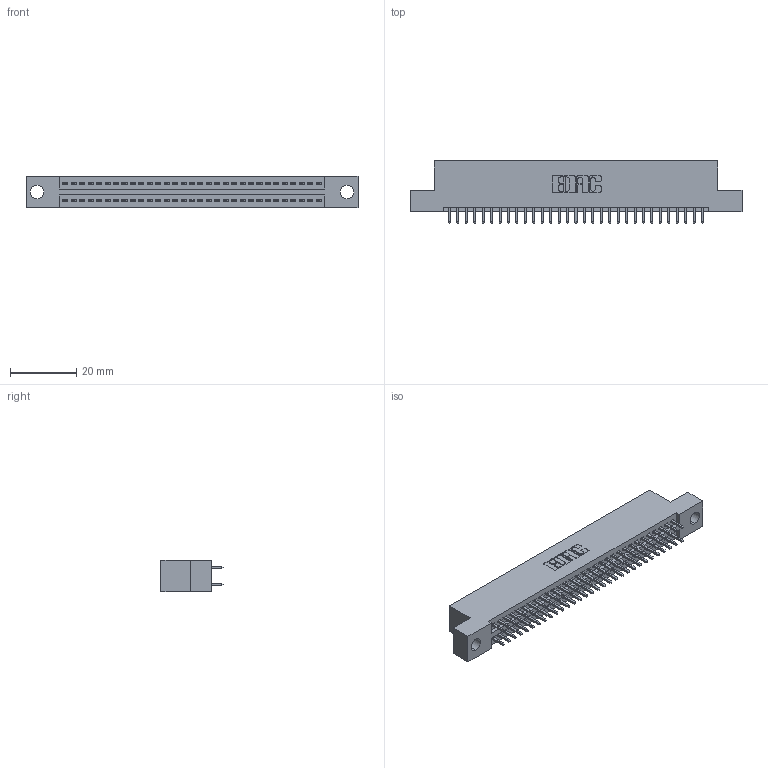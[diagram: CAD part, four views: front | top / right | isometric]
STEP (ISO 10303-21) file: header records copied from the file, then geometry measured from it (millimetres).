
FILE_DESCRIPTION (( 'STEP AP203' ), '1' );
FILE_NAME ('395-062-521-204.STEP', '2021-06-17T02:22:45', ( '' ), ( '' ), 'SwSTEP 2.0', 'SolidWorks 2020', '' );
FILE_SCHEMA (( 'CONFIG_CONTROL_DESIGN' ));
Length unit declared in the file: inch
Products named in the file (3): 395-062-521-204; 345-292-001_345-293-121; 345 Part_Flush Mounting Lugs - 0.156 Dia-TI
Assembly tree (63 placements, depth 2):
  395-062-521-204
    345 Part_Flush Mounting Lugs - 0.156 Dia-TI
    345-292-001_345-293-121  x62
Bounding box: 99.95 x 18.72 x 9.4 mm (x, y, z)
Volume: 9475.8 mm3; surface area: 13480.6 mm2
Topology: 63 solids, 63 shells, 3240 faces, 9615 edges, 6326 vertices
Faces by surface type: plane 2140, cylinder 1100
Entity records: 26241 total; most frequent: CARTESIAN_POINT 4414, ORIENTED_EDGE 4346, DIRECTION 3905, EDGE_CURVE 2173, LINE 1917, VECTOR 1917, VERTEX_POINT 1446, AXIS2_PLACEMENT_3D 994
